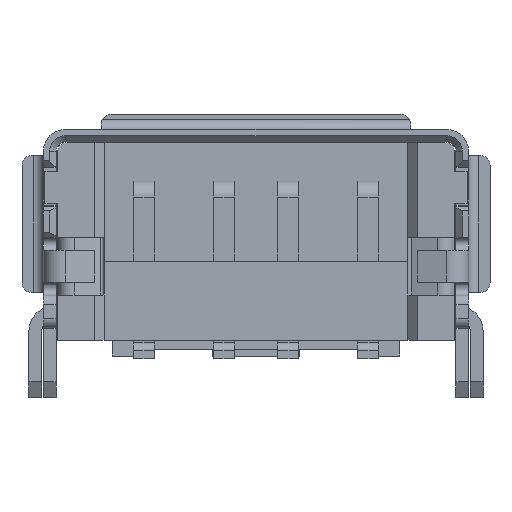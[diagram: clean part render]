
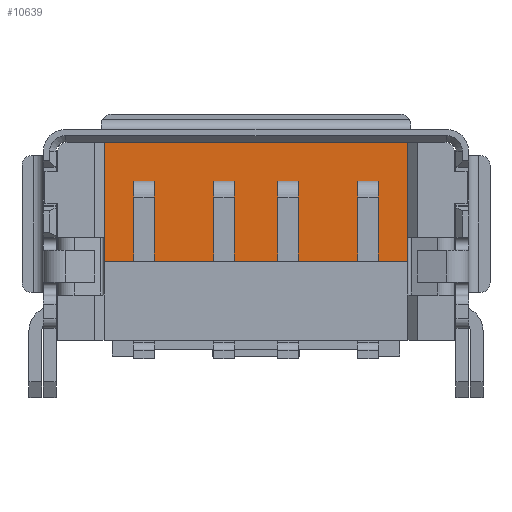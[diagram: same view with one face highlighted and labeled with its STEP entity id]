
A CAD part, front view. The second image highlights one B-rep face of the part: STEP entity #10639.
In plain terms, the highlighted planar face has unit normal (0, -1, 0).
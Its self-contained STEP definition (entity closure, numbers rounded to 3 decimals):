
#297=FACE_BOUND('',#1418,.T.);
#298=FACE_BOUND('',#1419,.T.);
#299=FACE_BOUND('',#1420,.T.);
#300=FACE_BOUND('',#1421,.T.);
#842=FACE_OUTER_BOUND('',#1417,.T.);
#1417=EDGE_LOOP('',(#8884,#8885,#8886,#8887));
#1418=EDGE_LOOP('',(#8888,#8889,#8890,#8891));
#1419=EDGE_LOOP('',(#8892,#8893,#8894,#8895));
#1420=EDGE_LOOP('',(#8896,#8897,#8898,#8899));
#1421=EDGE_LOOP('',(#8900,#8901,#8902,#8903));
#2758=LINE('',#24596,#3939);
#2764=LINE('',#24607,#3945);
#2773=LINE('',#24625,#3954);
#2774=LINE('',#24627,#3955);
#2775=LINE('',#24630,#3956);
#2776=LINE('',#24632,#3957);
#2777=LINE('',#24634,#3958);
#2778=LINE('',#24635,#3959);
#2779=LINE('',#24638,#3960);
#2780=LINE('',#24640,#3961);
#2781=LINE('',#24642,#3962);
#2782=LINE('',#24643,#3963);
#2783=LINE('',#24646,#3964);
#2784=LINE('',#24648,#3965);
#2785=LINE('',#24650,#3966);
#2786=LINE('',#24651,#3967);
#2787=LINE('',#24654,#3968);
#2788=LINE('',#24656,#3969);
#2789=LINE('',#24658,#3970);
#2790=LINE('',#24659,#3971);
#3939=VECTOR('',#13644,9.5);
#3945=VECTOR('',#13656,3.72);
#3954=VECTOR('',#13673,3.72);
#3955=VECTOR('',#13676,9.5);
#3956=VECTOR('',#13677,0.251);
#3957=VECTOR('',#13678,0.65);
#3958=VECTOR('',#13679,0.251);
#3959=VECTOR('',#13680,0.65);
#3960=VECTOR('',#13681,0.251);
#3961=VECTOR('',#13682,0.65);
#3962=VECTOR('',#13683,0.251);
#3963=VECTOR('',#13684,0.65);
#3964=VECTOR('',#13685,0.251);
#3965=VECTOR('',#13686,0.65);
#3966=VECTOR('',#13687,0.251);
#3967=VECTOR('',#13688,0.65);
#3968=VECTOR('',#13689,0.251);
#3969=VECTOR('',#13690,0.65);
#3970=VECTOR('',#13691,0.251);
#3971=VECTOR('',#13692,0.65);
#5044=VERTEX_POINT('',#24593);
#5045=VERTEX_POINT('',#24595);
#5047=VERTEX_POINT('',#24606);
#5052=VERTEX_POINT('',#24623);
#5053=VERTEX_POINT('',#24628);
#5054=VERTEX_POINT('',#24629);
#5055=VERTEX_POINT('',#24631);
#5056=VERTEX_POINT('',#24633);
#5057=VERTEX_POINT('',#24636);
#5058=VERTEX_POINT('',#24637);
#5059=VERTEX_POINT('',#24639);
#5060=VERTEX_POINT('',#24641);
#5061=VERTEX_POINT('',#24644);
#5062=VERTEX_POINT('',#24645);
#5063=VERTEX_POINT('',#24647);
#5064=VERTEX_POINT('',#24649);
#5065=VERTEX_POINT('',#24652);
#5066=VERTEX_POINT('',#24653);
#5067=VERTEX_POINT('',#24655);
#5068=VERTEX_POINT('',#24657);
#6395=EDGE_CURVE('',#5044,#5045,#2758,.T.);
#6401=EDGE_CURVE('',#5045,#5047,#2764,.T.);
#6410=EDGE_CURVE('',#5044,#5052,#2773,.T.);
#6411=EDGE_CURVE('',#5052,#5047,#2774,.T.);
#6412=EDGE_CURVE('',#5053,#5054,#2775,.T.);
#6413=EDGE_CURVE('',#5053,#5055,#2776,.T.);
#6414=EDGE_CURVE('',#5055,#5056,#2777,.T.);
#6415=EDGE_CURVE('',#5054,#5056,#2778,.T.);
#6416=EDGE_CURVE('',#5057,#5058,#2779,.T.);
#6417=EDGE_CURVE('',#5057,#5059,#2780,.T.);
#6418=EDGE_CURVE('',#5059,#5060,#2781,.T.);
#6419=EDGE_CURVE('',#5058,#5060,#2782,.T.);
#6420=EDGE_CURVE('',#5061,#5062,#2783,.T.);
#6421=EDGE_CURVE('',#5061,#5063,#2784,.T.);
#6422=EDGE_CURVE('',#5063,#5064,#2785,.T.);
#6423=EDGE_CURVE('',#5062,#5064,#2786,.T.);
#6424=EDGE_CURVE('',#5065,#5066,#2787,.T.);
#6425=EDGE_CURVE('',#5065,#5067,#2788,.T.);
#6426=EDGE_CURVE('',#5067,#5068,#2789,.T.);
#6427=EDGE_CURVE('',#5066,#5068,#2790,.T.);
#8884=ORIENTED_EDGE('',*,*,#6410,.T.);
#8885=ORIENTED_EDGE('',*,*,#6411,.T.);
#8886=ORIENTED_EDGE('',*,*,#6401,.F.);
#8887=ORIENTED_EDGE('',*,*,#6395,.F.);
#8888=ORIENTED_EDGE('',*,*,#6412,.F.);
#8889=ORIENTED_EDGE('',*,*,#6413,.T.);
#8890=ORIENTED_EDGE('',*,*,#6414,.T.);
#8891=ORIENTED_EDGE('',*,*,#6415,.F.);
#8892=ORIENTED_EDGE('',*,*,#6416,.F.);
#8893=ORIENTED_EDGE('',*,*,#6417,.T.);
#8894=ORIENTED_EDGE('',*,*,#6418,.T.);
#8895=ORIENTED_EDGE('',*,*,#6419,.F.);
#8896=ORIENTED_EDGE('',*,*,#6420,.F.);
#8897=ORIENTED_EDGE('',*,*,#6421,.T.);
#8898=ORIENTED_EDGE('',*,*,#6422,.T.);
#8899=ORIENTED_EDGE('',*,*,#6423,.F.);
#8900=ORIENTED_EDGE('',*,*,#6424,.F.);
#8901=ORIENTED_EDGE('',*,*,#6425,.T.);
#8902=ORIENTED_EDGE('',*,*,#6426,.T.);
#8903=ORIENTED_EDGE('',*,*,#6427,.F.);
#10131=PLANE('',#11426);
#10639=ADVANCED_FACE('',(#842,#297,#298,#299,#300),#10131,.F.);
#11426=AXIS2_PLACEMENT_3D('',#24626,#13674,#13675);
#13644=DIRECTION('',(1.,0.,0.));
#13656=DIRECTION('',(0.,0.,-1.));
#13673=DIRECTION('',(0.,0.,-1.));
#13674=DIRECTION('center_axis',(0.,1.,0.));
#13675=DIRECTION('ref_axis',(0.,0.,-1.));
#13676=DIRECTION('',(1.,0.,0.));
#13677=DIRECTION('',(0.,0.,1.));
#13678=DIRECTION('',(-1.,0.,0.));
#13679=DIRECTION('',(0.,0.,1.));
#13680=DIRECTION('',(-1.,0.,0.));
#13681=DIRECTION('',(0.,0.,1.));
#13682=DIRECTION('',(-1.,0.,0.));
#13683=DIRECTION('',(0.,0.,1.));
#13684=DIRECTION('',(-1.,0.,0.));
#13685=DIRECTION('',(0.,0.,1.));
#13686=DIRECTION('',(-1.,0.,0.));
#13687=DIRECTION('',(0.,0.,1.));
#13688=DIRECTION('',(-1.,0.,0.));
#13689=DIRECTION('',(0.,0.,1.));
#13690=DIRECTION('',(-1.,0.,0.));
#13691=DIRECTION('',(0.,0.,1.));
#13692=DIRECTION('',(-1.,0.,0.));
#24593=CARTESIAN_POINT('',(-4.75,-5.125,6.765));
#24595=CARTESIAN_POINT('',(4.75,-5.125,6.765));
#24596=CARTESIAN_POINT('',(-4.75,-5.125,6.765));
#24606=CARTESIAN_POINT('',(4.75,-5.125,3.045));
#24607=CARTESIAN_POINT('',(4.75,-5.125,6.765));
#24623=CARTESIAN_POINT('',(-4.75,-5.125,3.045));
#24625=CARTESIAN_POINT('',(-4.75,-5.125,6.765));
#24626=CARTESIAN_POINT('Origin',(-4.75,-5.125,6.765));
#24627=CARTESIAN_POINT('',(-4.75,-5.125,3.045));
#24628=CARTESIAN_POINT('',(3.825,-5.125,5.294));
#24629=CARTESIAN_POINT('',(3.825,-5.125,5.545));
#24630=CARTESIAN_POINT('',(3.825,-5.125,5.294));
#24631=CARTESIAN_POINT('',(3.175,-5.125,5.294));
#24632=CARTESIAN_POINT('',(3.825,-5.125,5.294));
#24633=CARTESIAN_POINT('',(3.175,-5.125,5.545));
#24634=CARTESIAN_POINT('',(3.175,-5.125,5.294));
#24635=CARTESIAN_POINT('',(3.825,-5.125,5.545));
#24636=CARTESIAN_POINT('',(-0.675,-5.125,5.294));
#24637=CARTESIAN_POINT('',(-0.675,-5.125,5.545));
#24638=CARTESIAN_POINT('',(-0.675,-5.125,5.294));
#24639=CARTESIAN_POINT('',(-1.325,-5.125,5.294));
#24640=CARTESIAN_POINT('',(-0.675,-5.125,5.294));
#24641=CARTESIAN_POINT('',(-1.325,-5.125,5.545));
#24642=CARTESIAN_POINT('',(-1.325,-5.125,5.294));
#24643=CARTESIAN_POINT('',(-0.675,-5.125,5.545));
#24644=CARTESIAN_POINT('',(1.325,-5.125,5.294));
#24645=CARTESIAN_POINT('',(1.325,-5.125,5.545));
#24646=CARTESIAN_POINT('',(1.325,-5.125,5.294));
#24647=CARTESIAN_POINT('',(0.675,-5.125,5.294));
#24648=CARTESIAN_POINT('',(1.325,-5.125,5.294));
#24649=CARTESIAN_POINT('',(0.675,-5.125,5.545));
#24650=CARTESIAN_POINT('',(0.675,-5.125,5.294));
#24651=CARTESIAN_POINT('',(1.325,-5.125,5.545));
#24652=CARTESIAN_POINT('',(-3.175,-5.125,5.294));
#24653=CARTESIAN_POINT('',(-3.175,-5.125,5.545));
#24654=CARTESIAN_POINT('',(-3.175,-5.125,5.294));
#24655=CARTESIAN_POINT('',(-3.825,-5.125,5.294));
#24656=CARTESIAN_POINT('',(-3.175,-5.125,5.294));
#24657=CARTESIAN_POINT('',(-3.825,-5.125,5.545));
#24658=CARTESIAN_POINT('',(-3.825,-5.125,5.294));
#24659=CARTESIAN_POINT('',(-3.175,-5.125,5.545));
